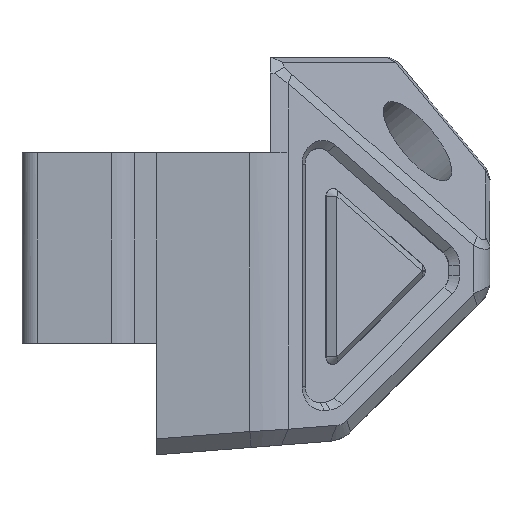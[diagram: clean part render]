
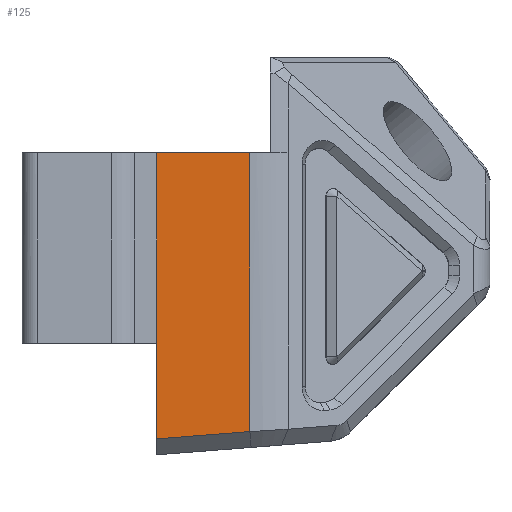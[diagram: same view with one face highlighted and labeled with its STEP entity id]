
A CAD part, left-side view. The second image highlights one B-rep face of the part: STEP entity #125.
In plain terms, the highlighted planar face has unit normal (-1, 0, 0).
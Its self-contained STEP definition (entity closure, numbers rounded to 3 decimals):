
#125=ADVANCED_FACE('',(#333),#3365,.T.);
#333=FACE_OUTER_BOUND('',#546,.T.);
#546=EDGE_LOOP('',(#1130,#1131,#1132,#1133,#1134));
#1130=ORIENTED_EDGE('',*,*,#2053,.T.);
#1131=ORIENTED_EDGE('',*,*,#2054,.F.);
#1132=ORIENTED_EDGE('',*,*,#2057,.F.);
#1133=ORIENTED_EDGE('',*,*,#2040,.F.);
#1134=ORIENTED_EDGE('',*,*,#2013,.F.);
#2013=EDGE_CURVE('',#3097,#3087,#2696,.T.);
#2040=EDGE_CURVE('',#3087,#3058,#2719,.T.);
#2053=EDGE_CURVE('',#3097,#3098,#2731,.T.);
#2054=EDGE_CURVE('',#3093,#3098,#2296,.T.);
#2057=EDGE_CURVE('',#3058,#3093,#2732,.T.);
#2296=(
BOUNDED_CURVE()
B_SPLINE_CURVE(1,(#6006,#6007),.UNSPECIFIED.,.F.,.F.)
B_SPLINE_CURVE_WITH_KNOTS((2,2),(0.,17.537),
 .UNSPECIFIED.)
CURVE()
GEOMETRIC_REPRESENTATION_ITEM()
RATIONAL_B_SPLINE_CURVE((1.,1.))
REPRESENTATION_ITEM('')
);
#2696=B_SPLINE_CURVE_WITH_KNOTS('',1,(#5804,#5805),.UNSPECIFIED.,.F.,.F.,
(2,2),(1.475,7.472),.UNSPECIFIED.);
#2719=B_SPLINE_CURVE_WITH_KNOTS('',1,(#5926,#5927),.UNSPECIFIED.,.F.,.F.,
(2,2),(7.472,19.472),.UNSPECIFIED.);
#2731=B_SPLINE_CURVE_WITH_KNOTS('',1,(#6004,#6005),.UNSPECIFIED.,.F.,.F.,
(2,2),(0.079,5.947),.UNSPECIFIED.);
#2732=B_SPLINE_CURVE_WITH_KNOTS('',1,(#6013,#6014),.UNSPECIFIED.,.F.,.F.,
(2,2),(2.828,8.679),.UNSPECIFIED.);
#3058=VERTEX_POINT('',#4760);
#3087=VERTEX_POINT('',#4789);
#3093=VERTEX_POINT('',#4795);
#3097=VERTEX_POINT('',#4799);
#3098=VERTEX_POINT('',#4800);
#3365=PLANE('',#3600);
#3600=AXIS2_PLACEMENT_3D('',#4354,#3863,$);
#3863=DIRECTION('',(-1.,0.,0.));
#4354=CARTESIAN_POINT('',(-16.,-54.875,25.642));
#4760=CARTESIAN_POINT('',(-16.,-49.003,25.));
#4789=CARTESIAN_POINT('',(-16.,-49.003,13.));
#4795=CARTESIAN_POINT('',(-16.,-54.853,25.));
#4799=CARTESIAN_POINT('',(-16.,-49.003,7.003));
#4800=CARTESIAN_POINT('',(-16.,-54.853,7.463));
#5804=CARTESIAN_POINT('',(-16.,-49.003,7.003));
#5805=CARTESIAN_POINT('',(-16.,-49.003,13.));
#5926=CARTESIAN_POINT('',(-16.,-49.003,13.));
#5927=CARTESIAN_POINT('',(-16.,-49.003,25.));
#6004=CARTESIAN_POINT('',(-16.,-49.003,7.003));
#6005=CARTESIAN_POINT('',(-16.,-54.853,7.463));
#6006=CARTESIAN_POINT('',(-16.,-54.853,25.));
#6007=CARTESIAN_POINT('',(-16.,-54.853,7.463));
#6013=CARTESIAN_POINT('',(-16.,-49.003,25.));
#6014=CARTESIAN_POINT('',(-16.,-54.853,25.));
